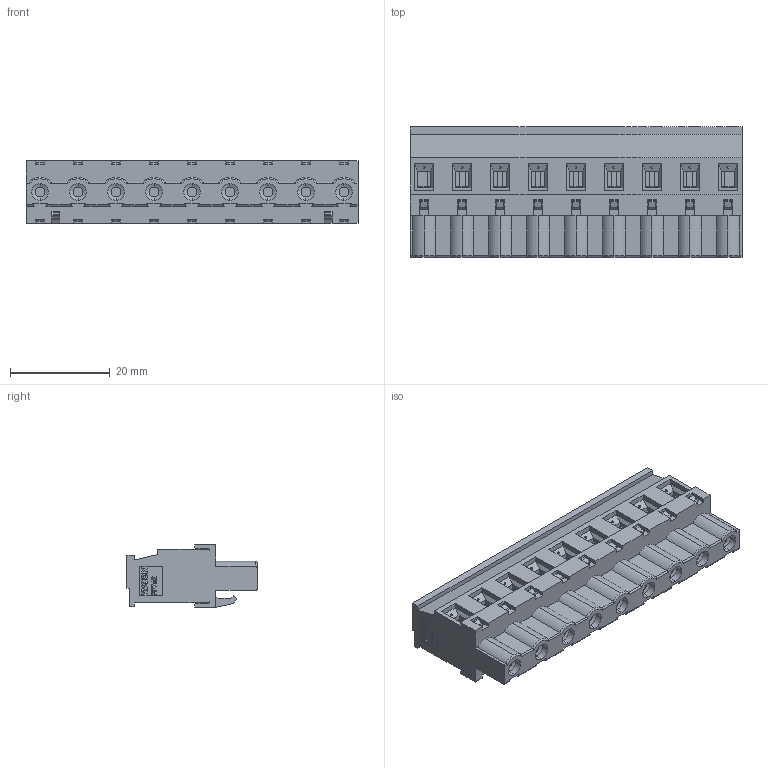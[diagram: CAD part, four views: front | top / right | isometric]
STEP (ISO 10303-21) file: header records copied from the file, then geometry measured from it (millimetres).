
FILE_DESCRIPTION( ('This file contains a STEP AP42 implementation' ,'as created by ZW3D STEP Interface translator.') ,'2;1' );
FILE_NAME( 'PF762-A09ASMN1.stp' ,'231129. 94430', (''), ('ZWCAD Software Co.'), 'Version 1.0', 'ZW3D to STEP translator', '' );
FILE_SCHEMA(('AUTOMOTIVE_DESIGN { 1 0 10303 214 1 1 1 1 }'));
Length unit declared in the file: millimetre
Products named in the file (2): 0; PF762-A09ASMN1
Bounding box: 66.58 x 26.1 x 12.6 mm (x, y, z)
Volume: 7849.9 mm3; surface area: 18706.4 mm2
Topology: 1 solids, 27 shells, 1516 faces, 4148 edges, 2663 vertices
Faces by surface type: plane 1165, cylinder 214, cone 90, bspline 20, sphere 18, torus 9
Full cylindrical faces by diameter (mm): 0.562 x1, 1.2 x1
Entity records: 49528 total; most frequent: CARTESIAN_POINT 9552, ORIENTED_EDGE 8180, DIRECTION 7486, EDGE_CURVE 4112, VECTOR 3508, LINE 3508, VERTEX_POINT 2663, AXIS2_PLACEMENT_3D 1989
